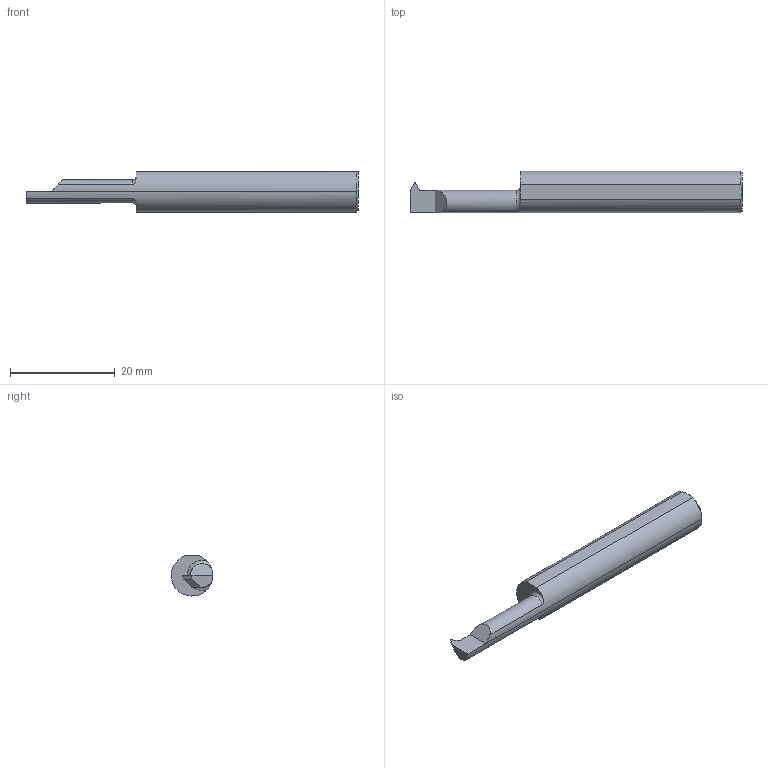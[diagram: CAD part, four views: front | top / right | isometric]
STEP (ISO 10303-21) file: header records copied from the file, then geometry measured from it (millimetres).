
FILE_DESCRIPTION (( 'STEP AP203' ), '1' );
FILE_NAME ('231801-LHTT230750.STEP', '2025-01-23T22:11:19', ( '' ), ( '' ), 'SwSTEP 2.0', 'SolidWorks 2024', '' );
FILE_SCHEMA (( 'CONFIG_CONTROL_DESIGN' ));
Length unit declared in the file: inch
Products named in the file (1): 231801-LHTT230750
Bounding box: 63.5 x 7.93 x 7.68 mm (x, y, z)
Volume: 2355.8 mm3; surface area: 1425 mm2
Topology: 1 solids, 1 shells, 26 faces, 64 edges, 40 vertices
Faces by surface type: plane 18, cylinder 4, cone 3, torus 1
Entity records: 866 total; most frequent: CARTESIAN_POINT 176, ORIENTED_EDGE 128, DIRECTION 126, EDGE_CURVE 64, LINE 42, VECTOR 42, AXIS2_PLACEMENT_3D 42, VERTEX_POINT 40
